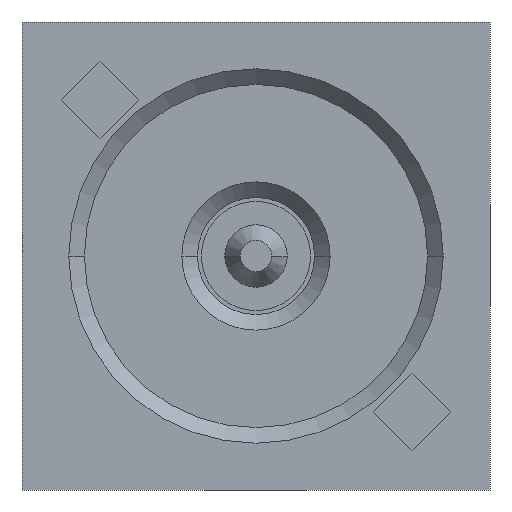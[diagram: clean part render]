
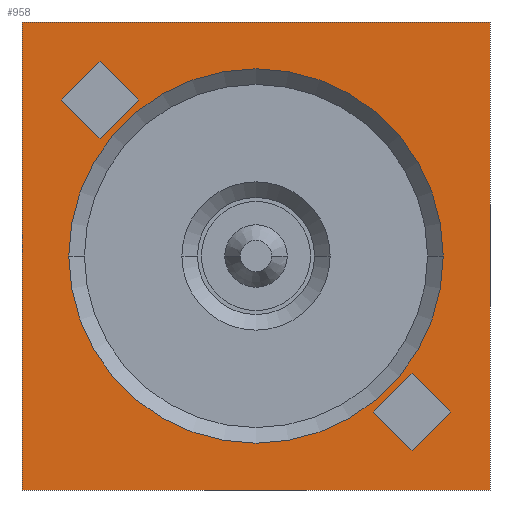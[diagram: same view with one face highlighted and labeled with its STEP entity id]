
A CAD part, front view. The second image highlights one B-rep face of the part: STEP entity #958.
In plain terms, the highlighted planar face has unit normal (0, -1, 0).
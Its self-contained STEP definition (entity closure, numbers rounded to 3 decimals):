
#10=DIRECTION('',(0.,0.,1.));
#11=VECTOR('',#10,3.);
#12=CARTESIAN_POINT('',(-1.5,0.,-1.5));
#13=LINE('',#12,#11);
#18=DIRECTION('',(1.,0.,0.));
#19=VECTOR('',#18,3.);
#20=CARTESIAN_POINT('',(-1.5,0.,1.5));
#21=LINE('',#20,#19);
#25=DIRECTION('',(0.,0.,-1.));
#26=VECTOR('',#25,3.);
#27=CARTESIAN_POINT('',(1.5,0.,1.5));
#28=LINE('',#27,#26);
#32=DIRECTION('',(-1.,0.,0.));
#33=VECTOR('',#32,3.);
#34=CARTESIAN_POINT('',(1.5,0.,-1.5));
#35=LINE('',#34,#33);
#39=DIRECTION('',(-0.707,0.,0.707));
#40=VECTOR('',#39,0.35);
#41=CARTESIAN_POINT('',(1.247,0.,-1.));
#42=LINE('',#41,#40);
#46=DIRECTION('',(-0.707,0.,-0.707));
#47=VECTOR('',#46,0.35);
#48=CARTESIAN_POINT('',(1.,0.,-0.753));
#49=LINE('',#48,#47);
#53=DIRECTION('',(0.707,0.,-0.707));
#54=VECTOR('',#53,0.35);
#55=CARTESIAN_POINT('',(0.753,0.,-1.));
#56=LINE('',#55,#54);
#60=DIRECTION('',(0.707,0.,0.707));
#61=VECTOR('',#60,0.35);
#62=CARTESIAN_POINT('',(1.,0.,-1.247));
#63=LINE('',#62,#61);
#67=DIRECTION('',(0.707,0.,-0.707));
#68=VECTOR('',#67,0.35);
#69=CARTESIAN_POINT('',(-1.247,0.,1.));
#70=LINE('',#69,#68);
#74=DIRECTION('',(0.707,0.,0.707));
#75=VECTOR('',#74,0.35);
#76=CARTESIAN_POINT('',(-1.,0.,0.753));
#77=LINE('',#76,#75);
#81=DIRECTION('',(-0.707,0.,0.707));
#82=VECTOR('',#81,0.35);
#83=CARTESIAN_POINT('',(-0.753,0.,1.));
#84=LINE('',#83,#82);
#88=DIRECTION('',(-0.707,0.,-0.707));
#89=VECTOR('',#88,0.35);
#90=CARTESIAN_POINT('',(-1.,0.,1.247));
#91=LINE('',#90,#89);
#95=CARTESIAN_POINT('',(0.,0.,0.));
#96=DIRECTION('',(0.,1.,0.));
#97=DIRECTION('',(-1.,0.,0.));
#98=AXIS2_PLACEMENT_3D('',#95,#96,#97);
#103=CARTESIAN_POINT('',(0.,0.,0.));
#104=DIRECTION('',(0.,1.,0.));
#105=DIRECTION('',(1.,0.,0.));
#106=AXIS2_PLACEMENT_3D('',#103,#104,#105);
#791=CARTESIAN_POINT('',(-1.5,0.,-1.5));
#792=CARTESIAN_POINT('',(-1.5,0.,1.5));
#793=VERTEX_POINT('',#791);
#794=VERTEX_POINT('',#792);
#795=CARTESIAN_POINT('',(1.5,0.,1.5));
#796=VERTEX_POINT('',#795);
#797=CARTESIAN_POINT('',(1.5,0.,-1.5));
#798=VERTEX_POINT('',#797);
#815=CARTESIAN_POINT('',(1.247,0.,-1.));
#816=CARTESIAN_POINT('',(1.,0.,-0.753));
#817=VERTEX_POINT('',#815);
#818=VERTEX_POINT('',#816);
#819=CARTESIAN_POINT('',(0.753,0.,-1.));
#820=VERTEX_POINT('',#819);
#821=CARTESIAN_POINT('',(1.,0.,-1.247));
#822=VERTEX_POINT('',#821);
#839=CARTESIAN_POINT('',(-1.247,0.,1.));
#840=CARTESIAN_POINT('',(-1.,0.,0.753));
#841=VERTEX_POINT('',#839);
#842=VERTEX_POINT('',#840);
#843=CARTESIAN_POINT('',(-0.753,0.,1.));
#844=VERTEX_POINT('',#843);
#845=CARTESIAN_POINT('',(-1.,0.,1.247));
#846=VERTEX_POINT('',#845);
#893=CARTESIAN_POINT('',(-1.2,0.,0.));
#894=CARTESIAN_POINT('',(1.2,0.,0.));
#895=VERTEX_POINT('',#893);
#896=VERTEX_POINT('',#894);
#917=CARTESIAN_POINT('',(0.,0.,0.));
#918=DIRECTION('',(0.,1.,0.));
#919=DIRECTION('',(1.,0.,0.));
#920=AXIS2_PLACEMENT_3D('',#917,#918,#919);
#921=PLANE('',#920);
#923=ORIENTED_EDGE('',*,*,#922,.T.);
#925=ORIENTED_EDGE('',*,*,#924,.T.);
#927=ORIENTED_EDGE('',*,*,#926,.T.);
#929=ORIENTED_EDGE('',*,*,#928,.T.);
#930=EDGE_LOOP('',(#923,#925,#927,#929));
#931=FACE_OUTER_BOUND('',#930,.F.);
#933=ORIENTED_EDGE('',*,*,#932,.T.);
#935=ORIENTED_EDGE('',*,*,#934,.T.);
#937=ORIENTED_EDGE('',*,*,#936,.T.);
#939=ORIENTED_EDGE('',*,*,#938,.T.);
#940=EDGE_LOOP('',(#933,#935,#937,#939));
#941=FACE_BOUND('',#940,.F.);
#943=ORIENTED_EDGE('',*,*,#942,.T.);
#945=ORIENTED_EDGE('',*,*,#944,.T.);
#947=ORIENTED_EDGE('',*,*,#946,.T.);
#949=ORIENTED_EDGE('',*,*,#948,.T.);
#950=EDGE_LOOP('',(#943,#945,#947,#949));
#951=FACE_BOUND('',#950,.F.);
#953=ORIENTED_EDGE('',*,*,#952,.F.);
#955=ORIENTED_EDGE('',*,*,#954,.F.);
#956=EDGE_LOOP('',(#953,#955));
#957=FACE_BOUND('',#956,.F.);
#99=CIRCLE('',#98,1.2);
#107=CIRCLE('',#106,1.2);
#922=EDGE_CURVE('',#793,#794,#13,.T.);
#924=EDGE_CURVE('',#794,#796,#21,.T.);
#926=EDGE_CURVE('',#796,#798,#28,.T.);
#928=EDGE_CURVE('',#798,#793,#35,.T.);
#932=EDGE_CURVE('',#817,#818,#42,.T.);
#934=EDGE_CURVE('',#818,#820,#49,.T.);
#936=EDGE_CURVE('',#820,#822,#56,.T.);
#938=EDGE_CURVE('',#822,#817,#63,.T.);
#942=EDGE_CURVE('',#841,#842,#70,.T.);
#944=EDGE_CURVE('',#842,#844,#77,.T.);
#946=EDGE_CURVE('',#844,#846,#84,.T.);
#948=EDGE_CURVE('',#846,#841,#91,.T.);
#952=EDGE_CURVE('',#895,#896,#99,.T.);
#954=EDGE_CURVE('',#896,#895,#107,.T.);
#958=ADVANCED_FACE('',(#931,#941,#951,#957),#921,.F.);
